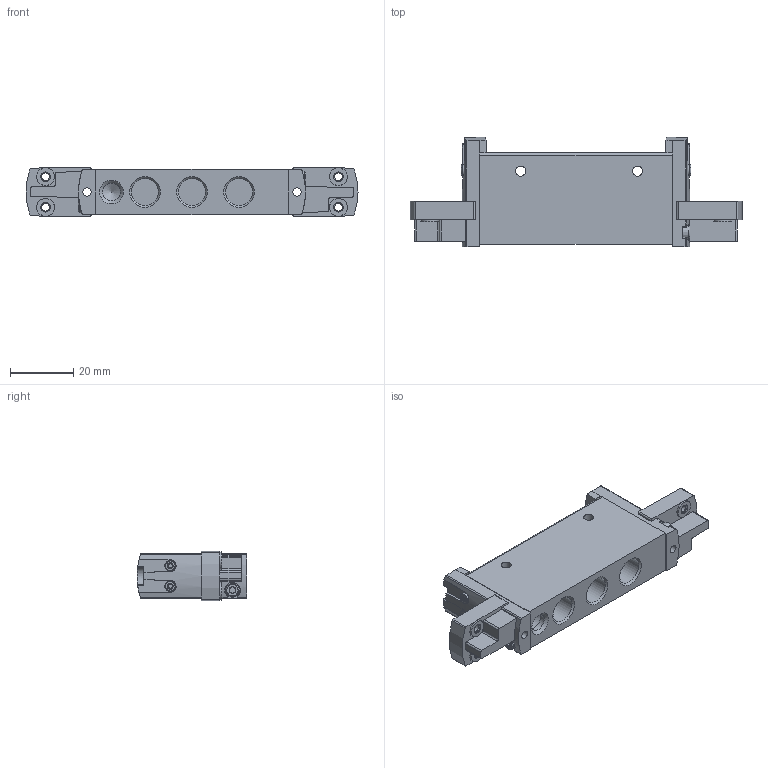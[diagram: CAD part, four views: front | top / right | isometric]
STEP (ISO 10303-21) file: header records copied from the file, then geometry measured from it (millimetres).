
FILE_DESCRIPTION(/* description */ ('STEP AP214'),/* implementation_level */ '2;1');
FILE_NAME(/* name */ '8033533_VUVG-L14-P53E-G18-P1',/* time_stamp */ '2024-09-17T15:37:23+02:00',/* author */ ('License CC BY-ND 4.0'),/* organization */ ('CADENAS'),/* preprocessor_version */ 'ST-DEVELOPER v19.3',/* originating_system */ 'PARTsolutions',/* authorisation */ ' ');
FILE_SCHEMA (('FEATURE_BASED_PROCESS_PLANNING','AUTOMOTIVE_DESIGN {1 0 10303 214 3 1 1}'));
Length unit declared in the file: millimetre
Products named in the file (2): 8033533 VUVG-L14-P53E-G18-P1; 564212 VUVG-L-14-P53E---H-G18--1P1--------(G)
Assembly tree (1 placements, depth 2):
  8033533 VUVG-L14-P53E-G18-P1
    564212 VUVG-L-14-P53E---H-G18--1P1--------(G)
Bounding box: 105.1 x 34.8 x 15.59 mm (x, y, z)
Volume: 31593.9 mm3; surface area: 11409.6 mm2
Topology: 1 solids, 1 shells, 364 faces, 948 edges, 613 vertices
Faces by surface type: plane 171, cylinder 162, cone 23, torus 8
Full cylindrical faces by diameter (mm): 2.459 x4, 2.6 x2, 3 x4, 3.2 x2, 3.4 x4, 4 x4, 5.6 x5, 8.566 x5
Entity records: 13606 total; most frequent: CARTESIAN_POINT 2013, DIRECTION 1982, ORIENTED_EDGE 1764, EDGE_CURVE 882, AXIS2_PLACEMENT_3D 766, VERTEX_POINT 609, FACE_BOUND 469, EDGE_LOOP 468
